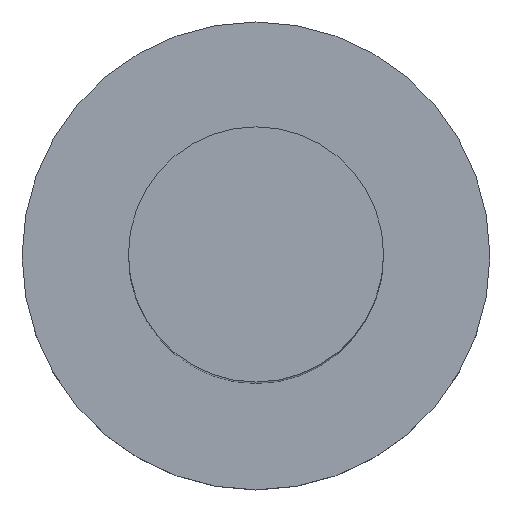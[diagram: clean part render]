
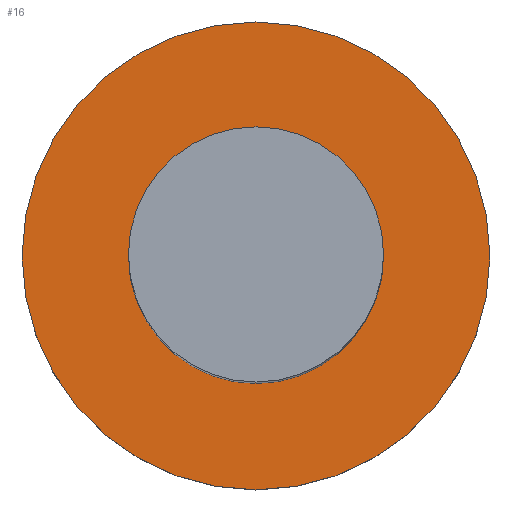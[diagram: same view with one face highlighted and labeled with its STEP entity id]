
A CAD part, top view. The second image highlights one B-rep face of the part: STEP entity #16.
In plain terms, the highlighted planar face has unit normal (0, 0, 1).
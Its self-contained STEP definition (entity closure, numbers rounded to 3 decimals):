
#5 = EDGE_CURVE ( 'NONE', #68, #56, #144, .T. ) ;
#11 = DIRECTION ( 'NONE',  ( -1., 0., 0. ) ) ;
#16 = ADVANCED_FACE ( 'NONE', ( #118, #242 ), #103, .F. ) ;
#18 = CARTESIAN_POINT ( 'NONE',  ( -2.75, 0., 0. ) ) ;
#19 = AXIS2_PLACEMENT_3D ( 'NONE', #171, #149, #89 ) ;
#38 = DIRECTION ( 'NONE',  ( 0., 0., -1. ) ) ;
#43 = CIRCLE ( 'NONE', #19, 1.5 ) ;
#51 = CARTESIAN_POINT ( 'NONE',  ( 1.5, 0., 0. ) ) ;
#55 = DIRECTION ( 'NONE',  ( 0., 0., -1. ) ) ;
#56 = VERTEX_POINT ( 'NONE', #51 ) ;
#57 = CARTESIAN_POINT ( 'NONE',  ( 0., 0., 0. ) ) ;
#66 = EDGE_CURVE ( 'NONE', #227, #258, #221, .T. ) ;
#68 = VERTEX_POINT ( 'NONE', #77 ) ;
#77 = CARTESIAN_POINT ( 'NONE',  ( -1.5, 0., 0. ) ) ;
#82 = CARTESIAN_POINT ( 'NONE',  ( 0., 0., 0. ) ) ;
#89 = DIRECTION ( 'NONE',  ( -1., 0., 0. ) ) ;
#103 = PLANE ( 'NONE',  #234 ) ;
#110 = AXIS2_PLACEMENT_3D ( 'NONE', #143, #55, #11 ) ;
#112 = AXIS2_PLACEMENT_3D ( 'NONE', #189, #256, #212 ) ;
#118 = FACE_OUTER_BOUND ( 'NONE', #186, .T. ) ;
#125 = ORIENTED_EDGE ( 'NONE', *, *, #66, .F. ) ;
#143 = CARTESIAN_POINT ( 'NONE',  ( 0., 0., 0. ) ) ;
#144 = CIRCLE ( 'NONE', #110, 1.5 ) ;
#149 = DIRECTION ( 'NONE',  ( 0., 0., -1. ) ) ;
#153 = ORIENTED_EDGE ( 'NONE', *, *, #223, .T. ) ;
#160 = EDGE_CURVE ( 'NONE', #258, #227, #161, .T. ) ;
#161 = CIRCLE ( 'NONE', #112, 2.75 ) ;
#164 = DIRECTION ( 'NONE',  ( -1., 0., 0. ) ) ;
#171 = CARTESIAN_POINT ( 'NONE',  ( 0., 0., 0. ) ) ;
#176 = CARTESIAN_POINT ( 'NONE',  ( 2.75, 0., 0. ) ) ;
#177 = AXIS2_PLACEMENT_3D ( 'NONE', #57, #38, #231 ) ;
#182 = ORIENTED_EDGE ( 'NONE', *, *, #5, .T. ) ;
#186 = EDGE_LOOP ( 'NONE', ( #224, #125 ) ) ;
#187 = DIRECTION ( 'NONE',  ( 0., 0., -1. ) ) ;
#189 = CARTESIAN_POINT ( 'NONE',  ( 0., 0., 0. ) ) ;
#202 = EDGE_LOOP ( 'NONE', ( #182, #153 ) ) ;
#212 = DIRECTION ( 'NONE',  ( -1., 0., 0. ) ) ;
#221 = CIRCLE ( 'NONE', #177, 2.75 ) ;
#223 = EDGE_CURVE ( 'NONE', #56, #68, #43, .T. ) ;
#224 = ORIENTED_EDGE ( 'NONE', *, *, #160, .F. ) ;
#227 = VERTEX_POINT ( 'NONE', #18 ) ;
#231 = DIRECTION ( 'NONE',  ( -1., 0., 0. ) ) ;
#234 = AXIS2_PLACEMENT_3D ( 'NONE', #82, #187, #164 ) ;
#242 = FACE_BOUND ( 'NONE', #202, .T. ) ;
#256 = DIRECTION ( 'NONE',  ( 0., 0., -1. ) ) ;
#258 = VERTEX_POINT ( 'NONE', #176 ) ;
